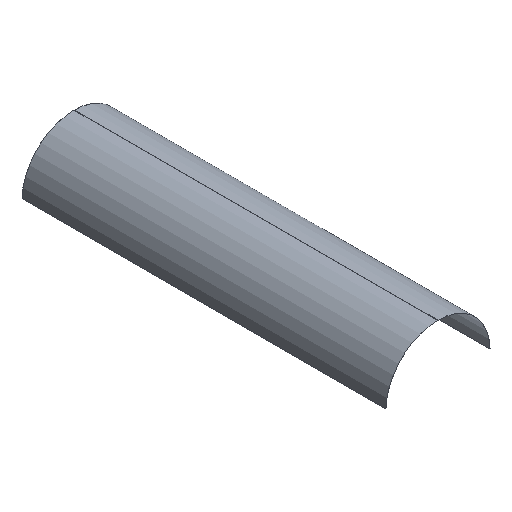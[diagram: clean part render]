
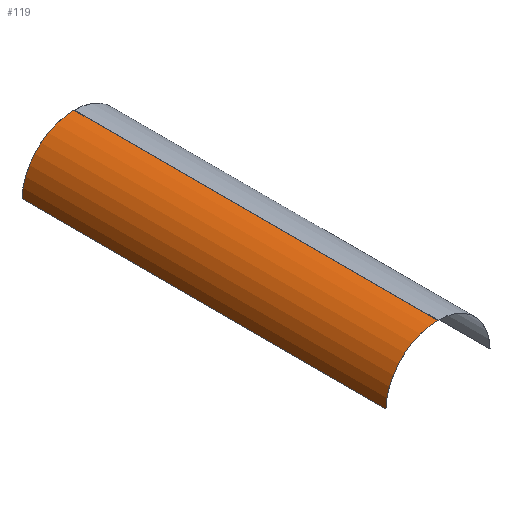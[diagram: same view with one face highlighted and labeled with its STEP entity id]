
A CAD part, isometric view. The second image highlights one B-rep face of the part: STEP entity #119.
In plain terms, the highlighted cylindrical face has radius 38.05 mm (diameter 76.1 mm), a partial arc.
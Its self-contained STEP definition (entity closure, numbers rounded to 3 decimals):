
#107=CYLINDRICAL_SURFACE('',#300,38.05);
#119=ADVANCED_FACE('',(#139),#107,.T.);
#139=FACE_OUTER_BOUND('',#151,.T.);
#151=EDGE_LOOP('',(#201,#202,#203,#204));
#157=CIRCLE('',#292,38.05);
#159=CIRCLE('',#296,38.05);
#201=ORIENTED_EDGE('',*,*,#244,.T.);
#202=ORIENTED_EDGE('',*,*,#241,.T.);
#203=ORIENTED_EDGE('',*,*,#238,.F.);
#204=ORIENTED_EDGE('',*,*,#248,.F.);
#217=VERTEX_POINT('',#388);
#219=VERTEX_POINT('',#391);
#221=VERTEX_POINT('',#397);
#223=VERTEX_POINT('',#403);
#238=EDGE_CURVE('',#217,#219,#157,.T.);
#241=EDGE_CURVE('',#221,#219,#259,.T.);
#244=EDGE_CURVE('',#223,#221,#159,.T.);
#248=EDGE_CURVE('',#223,#217,#264,.T.);
#259=LINE('',#396,#275);
#264=LINE('',#409,#280);
#275=VECTOR('',#340,1.);
#280=VECTOR('',#353,1.);
#292=AXIS2_PLACEMENT_3D('',#390,#333,#334);
#296=AXIS2_PLACEMENT_3D('',#402,#345,#346);
#300=AXIS2_PLACEMENT_3D('',#411,#356,#357);
#333=DIRECTION('',(0.,1.,0.));
#334=DIRECTION('',(0.,0.,-1.));
#340=DIRECTION('',(0.,1.,0.));
#345=DIRECTION('',(0.,1.,0.));
#346=DIRECTION('',(0.,0.,-1.));
#353=DIRECTION('',(0.,1.,0.));
#356=DIRECTION('',(0.,-1.,0.));
#357=DIRECTION('',(0.,0.,-1.));
#388=CARTESIAN_POINT('',(-38.038,134.5,0.941));
#390=CARTESIAN_POINT('',(0.,134.5,0.));
#391=CARTESIAN_POINT('',(-0.05,134.5,38.05));
#396=CARTESIAN_POINT('',(-0.05,134.5,38.05));
#397=CARTESIAN_POINT('',(-0.05,-131.5,38.05));
#402=CARTESIAN_POINT('',(0.,-131.5,0.));
#403=CARTESIAN_POINT('',(-38.038,-131.5,0.941));
#409=CARTESIAN_POINT('',(-38.038,134.5,0.941));
#411=CARTESIAN_POINT('',(0.,134.5,0.));
